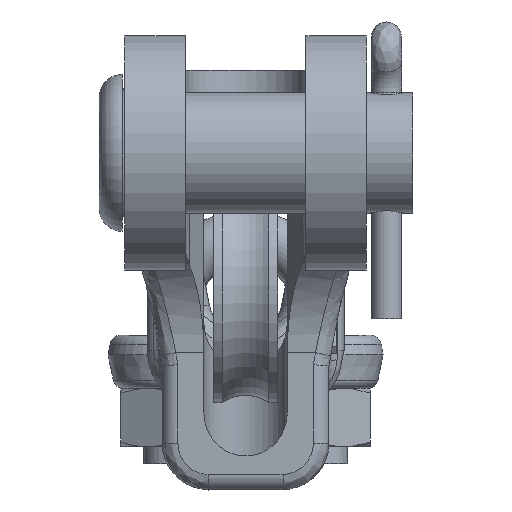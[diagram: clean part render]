
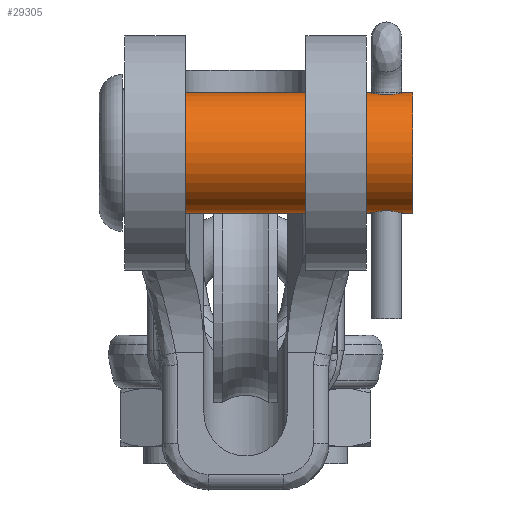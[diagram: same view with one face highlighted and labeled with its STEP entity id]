
A CAD part, front view. The second image highlights one B-rep face of the part: STEP entity #29305.
In plain terms, the highlighted cylindrical face has radius 12.7 mm (diameter 25.4 mm), a partial arc.
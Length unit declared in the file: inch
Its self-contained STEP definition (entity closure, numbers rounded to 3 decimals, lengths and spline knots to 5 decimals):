
#29030=CARTESIAN_POINT('',(1.30622,0.,0.5));
#29031=CARTESIAN_POINT('',(1.30622,-0.00536,0.5));
#29032=CARTESIAN_POINT('',(1.3056,-0.01604,
0.49983));
#29033=CARTESIAN_POINT('',(1.30284,-0.03195,
0.49906));
#29034=CARTESIAN_POINT('',(1.29824,-0.04751,
0.49782));
#29035=CARTESIAN_POINT('',(1.29184,-0.06251,
0.49615));
#29036=CARTESIAN_POINT('',(1.28366,-0.07679,
0.49413));
#29037=CARTESIAN_POINT('',(1.27383,-0.09006,
0.49188));
#29038=CARTESIAN_POINT('',(1.26244,-0.10214,
0.4895));
#29039=CARTESIAN_POINT('',(1.24975,-0.11275,
0.48716));
#29040=CARTESIAN_POINT('',(1.2359,-0.12179,
0.48496));
#29041=CARTESIAN_POINT('',(1.22126,-0.12907,
0.48307));
#29042=CARTESIAN_POINT('',(1.20591,-0.13458,
0.48156));
#29043=CARTESIAN_POINT('',(1.19022,-0.13824,
0.48051));
#29044=CARTESIAN_POINT('',(1.17422,-0.14008,
0.47998));
#29045=CARTESIAN_POINT('',(1.15821,-0.14008,
0.47998));
#29046=CARTESIAN_POINT('',(1.14221,-0.13824,
0.48051));
#29047=CARTESIAN_POINT('',(1.12652,-0.13458,
0.48156));
#29048=CARTESIAN_POINT('',(1.11118,-0.12907,
0.48307));
#29049=CARTESIAN_POINT('',(1.09653,-0.12179,
0.48496));
#29050=CARTESIAN_POINT('',(1.08268,-0.11275,
0.48716));
#29051=CARTESIAN_POINT('',(1.06999,-0.10214,
0.4895));
#29052=CARTESIAN_POINT('',(1.0586,-0.09006,
0.49188));
#29053=CARTESIAN_POINT('',(1.04877,-0.07679,
0.49413));
#29054=CARTESIAN_POINT('',(1.04059,-0.06251,
0.49615));
#29055=CARTESIAN_POINT('',(1.03419,-0.04751,
0.49782));
#29056=CARTESIAN_POINT('',(1.02959,-0.03195,
0.49906));
#29057=CARTESIAN_POINT('',(1.02683,-0.01604,
0.49983));
#29058=CARTESIAN_POINT('',(1.02622,-0.00536,0.5));
#29059=CARTESIAN_POINT('',(1.02622,0.,0.5));
#29061=DIRECTION('',(1.,0.,0.));
#29062=VECTOR('',#29061,0.078);
#29063=CARTESIAN_POINT('',(1.30622,0.,0.5));
#29064=LINE('',#29063,#29062);
#29065=CARTESIAN_POINT('',(1.02622,0.,-0.5));
#29066=CARTESIAN_POINT('',(1.02622,-0.00536,-0.5));
#29067=CARTESIAN_POINT('',(1.02683,-0.01604,
-0.49983));
#29068=CARTESIAN_POINT('',(1.02959,-0.03195,
-0.49906));
#29069=CARTESIAN_POINT('',(1.03419,-0.04751,
-0.49782));
#29070=CARTESIAN_POINT('',(1.04059,-0.06251,
-0.49615));
#29071=CARTESIAN_POINT('',(1.04877,-0.07679,
-0.49413));
#29072=CARTESIAN_POINT('',(1.0586,-0.09006,
-0.49188));
#29073=CARTESIAN_POINT('',(1.06999,-0.10214,
-0.4895));
#29074=CARTESIAN_POINT('',(1.08268,-0.11275,
-0.48716));
#29075=CARTESIAN_POINT('',(1.09653,-0.12179,
-0.48496));
#29076=CARTESIAN_POINT('',(1.11118,-0.12907,
-0.48307));
#29077=CARTESIAN_POINT('',(1.12652,-0.13458,
-0.48156));
#29078=CARTESIAN_POINT('',(1.14221,-0.13824,
-0.48051));
#29079=CARTESIAN_POINT('',(1.15821,-0.14008,
-0.47998));
#29080=CARTESIAN_POINT('',(1.17422,-0.14008,
-0.47998));
#29081=CARTESIAN_POINT('',(1.19022,-0.13824,
-0.48051));
#29082=CARTESIAN_POINT('',(1.20591,-0.13458,
-0.48156));
#29083=CARTESIAN_POINT('',(1.22126,-0.12907,
-0.48307));
#29084=CARTESIAN_POINT('',(1.2359,-0.12179,
-0.48496));
#29085=CARTESIAN_POINT('',(1.24975,-0.11275,
-0.48716));
#29086=CARTESIAN_POINT('',(1.26244,-0.10214,
-0.4895));
#29087=CARTESIAN_POINT('',(1.27383,-0.09006,
-0.49188));
#29088=CARTESIAN_POINT('',(1.28366,-0.07679,
-0.49413));
#29089=CARTESIAN_POINT('',(1.29184,-0.06251,
-0.49615));
#29090=CARTESIAN_POINT('',(1.29824,-0.04751,
-0.49782));
#29091=CARTESIAN_POINT('',(1.30284,-0.03195,
-0.49906));
#29092=CARTESIAN_POINT('',(1.3056,-0.01604,
-0.49983));
#29093=CARTESIAN_POINT('',(1.30622,-0.00536,-0.5));
#29094=CARTESIAN_POINT('',(1.30622,0.,-0.5));
#29096=DIRECTION('',(1.,0.,0.));
#29097=VECTOR('',#29096,1.988);
#29098=CARTESIAN_POINT('',(-0.96178,0.,0.5));
#29099=LINE('',#29098,#29097);
#29100=CARTESIAN_POINT('',(1.30622,0.,-0.5));
#29129=CARTESIAN_POINT('',(1.02622,0.,-0.5));
#29131=DIRECTION('',(1.,0.,0.));
#29132=VECTOR('',#29131,0.078);
#29133=CARTESIAN_POINT('',(1.30622,0.,-0.5));
#29134=LINE('',#29133,#29132);
#29135=CARTESIAN_POINT('',(1.02622,0.,0.5));
#29164=CARTESIAN_POINT('',(1.30622,0.,0.5));
#29166=DIRECTION('',(1.,0.,0.));
#29167=VECTOR('',#29166,1.988);
#29168=CARTESIAN_POINT('',(-0.96178,0.,-0.5));
#29169=LINE('',#29168,#29167);
#29179=CARTESIAN_POINT('',(1.38422,0.,0.));
#29180=DIRECTION('',(1.,0.,0.));
#29181=DIRECTION('',(0.,0.,1.));
#29182=AXIS2_PLACEMENT_3D('',#29179,#29180,#29181);
#29234=CARTESIAN_POINT('',(-0.96178,0.,0.));
#29235=DIRECTION('',(1.,0.,0.));
#29236=DIRECTION('',(0.,0.,1.));
#29237=AXIS2_PLACEMENT_3D('',#29234,#29235,#29236);
#29244=CARTESIAN_POINT('',(1.38422,0.,-0.5));
#29245=CARTESIAN_POINT('',(1.38422,0.,0.5));
#29246=VERTEX_POINT('',#29244);
#29247=VERTEX_POINT('',#29245);
#29260=CARTESIAN_POINT('',(-0.96178,0.,-0.5));
#29261=CARTESIAN_POINT('',(-0.96178,0.,0.5));
#29262=VERTEX_POINT('',#29260);
#29263=VERTEX_POINT('',#29261);
#29264=VERTEX_POINT('',#29100);
#29265=VERTEX_POINT('',#29129);
#29266=VERTEX_POINT('',#29135);
#29267=VERTEX_POINT('',#29164);
#29284=CARTESIAN_POINT('',(-1.02178,0.,0.));
#29285=DIRECTION('',(1.,0.,0.));
#29286=DIRECTION('',(0.,0.,-1.));
#29287=AXIS2_PLACEMENT_3D('',#29284,#29285,#29286);
#29288=CYLINDRICAL_SURFACE('',#29287,0.5);
#29289=ORIENTED_EDGE('',*,*,#29273,.F.);
#29291=ORIENTED_EDGE('',*,*,#29290,.T.);
#29293=ORIENTED_EDGE('',*,*,#29292,.T.);
#29295=ORIENTED_EDGE('',*,*,#29294,.F.);
#29296=ORIENTED_EDGE('',*,*,#29277,.F.);
#29298=ORIENTED_EDGE('',*,*,#29297,.F.);
#29300=ORIENTED_EDGE('',*,*,#29299,.F.);
#29302=ORIENTED_EDGE('',*,*,#29301,.T.);
#29303=EDGE_LOOP('',(#29289,#29291,#29293,#29295,#29296,#29298,#29300,#29302));
#29304=FACE_OUTER_BOUND('',#29303,.F.);
#29305=ADVANCED_FACE('',(#29304),#29288,.T.);
#29060=B_SPLINE_CURVE_WITH_KNOTS('',3,(#29030,#29031,#29032,#29033,#29034,
#29035,#29036,#29037,#29038,#29039,#29040,#29041,#29042,#29043,#29044,#29045,
#29046,#29047,#29048,#29049,#29050,#29051,#29052,#29053,#29054,#29055,#29056,
#29057,#29058,#29059),.UNSPECIFIED.,.F.,.F.,(4,1,1,1,1,1,1,1,1,1,1,1,1,1,1,1,1,
1,1,1,1,1,1,1,1,1,1,4),(0.,0.03704,0.07407,
0.11111,0.14815,0.18519,0.22222,
0.25926,0.2963,0.33333,0.37037,
0.40741,0.44444,0.48148,0.51852,
0.55556,0.59259,0.62963,0.66667,
0.7037,0.74074,0.77778,0.81481,
0.85185,0.88889,0.92593,0.96296,1.),
.UNSPECIFIED.);
#29095=B_SPLINE_CURVE_WITH_KNOTS('',3,(#29065,#29066,#29067,#29068,#29069,
#29070,#29071,#29072,#29073,#29074,#29075,#29076,#29077,#29078,#29079,#29080,
#29081,#29082,#29083,#29084,#29085,#29086,#29087,#29088,#29089,#29090,#29091,
#29092,#29093,#29094),.UNSPECIFIED.,.F.,.F.,(4,1,1,1,1,1,1,1,1,1,1,1,1,1,1,1,1,
1,1,1,1,1,1,1,1,1,1,4),(0.,0.03704,0.07407,
0.11111,0.14815,0.18519,0.22222,
0.25926,0.2963,0.33333,0.37037,
0.40741,0.44444,0.48148,0.51852,
0.55556,0.59259,0.62963,0.66667,
0.7037,0.74074,0.77778,0.81481,
0.85185,0.88889,0.92593,0.96296,1.),
.UNSPECIFIED.);
#29183=CIRCLE('',#29182,0.5);
#29238=CIRCLE('',#29237,0.5);
#29273=EDGE_CURVE('',#29267,#29266,#29060,.T.);
#29277=EDGE_CURVE('',#29265,#29264,#29095,.T.);
#29290=EDGE_CURVE('',#29267,#29247,#29064,.T.);
#29292=EDGE_CURVE('',#29247,#29246,#29183,.T.);
#29294=EDGE_CURVE('',#29264,#29246,#29134,.T.);
#29297=EDGE_CURVE('',#29262,#29265,#29169,.T.);
#29299=EDGE_CURVE('',#29263,#29262,#29238,.T.);
#29301=EDGE_CURVE('',#29263,#29266,#29099,.T.);
